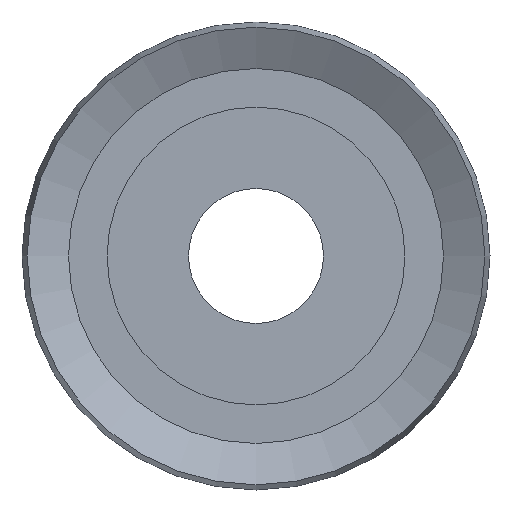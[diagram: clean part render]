
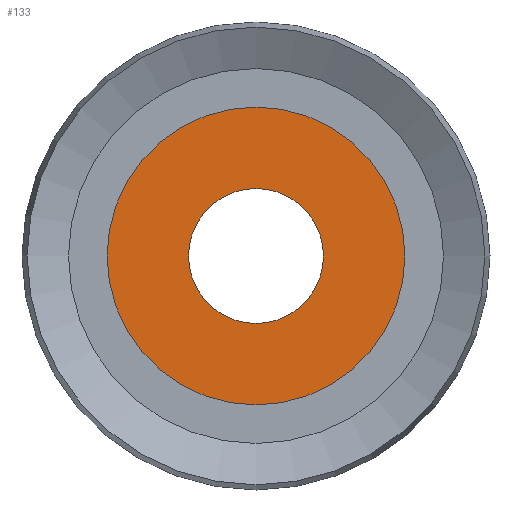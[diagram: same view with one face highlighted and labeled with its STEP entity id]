
A CAD part, left-side view. The second image highlights one B-rep face of the part: STEP entity #133.
In plain terms, the highlighted planar face has unit normal (-1, 0, 0).
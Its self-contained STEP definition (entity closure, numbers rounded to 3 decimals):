
#133 = ADVANCED_FACE( '', ( #375, #376 ), #377, .T. );
#375 = FACE_BOUND( '', #869, .T. );
#376 = FACE_OUTER_BOUND( '', #870, .T. );
#377 = PLANE( '', #871 );
#869 = EDGE_LOOP( '', ( #1367 ) );
#870 = EDGE_LOOP( '', ( #1368 ) );
#871 = AXIS2_PLACEMENT_3D( '', #1369, #1370, #1371 );
#1367 = ORIENTED_EDGE( '', *, *, #3453, .T. );
#1368 = ORIENTED_EDGE( '', *, *, #3454, .F. );
#1369 = CARTESIAN_POINT( '', ( 0., 7., 0. ) );
#1370 = DIRECTION( '', ( -1., 0., 0. ) );
#1371 = DIRECTION( '', ( 0., 0., 1. ) );
#3453 = EDGE_CURVE( '', #4143, #4143, #4144, .T. );
#3454 = EDGE_CURVE( '', #4145, #4145, #4146, .T. );
#4143 = VERTEX_POINT( '', #5293 );
#4144 = CIRCLE( '', #5294, 3.175 );
#4145 = VERTEX_POINT( '', #5295 );
#4146 = CIRCLE( '', #5296, 7. );
#5293 = CARTESIAN_POINT( '', ( 0., 0., -3.175 ) );
#5294 = AXIS2_PLACEMENT_3D( '', #6775, #6776, #6777 );
#5295 = CARTESIAN_POINT( '', ( 0., 0., -7. ) );
#5296 = AXIS2_PLACEMENT_3D( '', #6778, #6779, #6780 );
#6775 = CARTESIAN_POINT( '', ( 0., 0., 0. ) );
#6776 = DIRECTION( '', ( 1., 0., 0. ) );
#6777 = DIRECTION( '', ( 0., 0., -1. ) );
#6778 = CARTESIAN_POINT( '', ( 0., 0., 0. ) );
#6779 = DIRECTION( '', ( 1., 0., 0. ) );
#6780 = DIRECTION( '', ( 0., 0., -1. ) );
